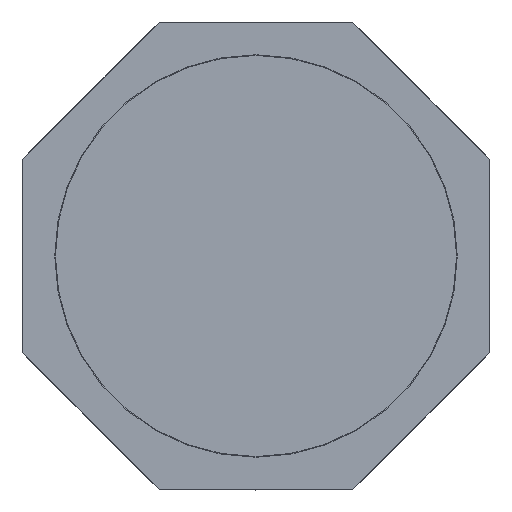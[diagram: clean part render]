
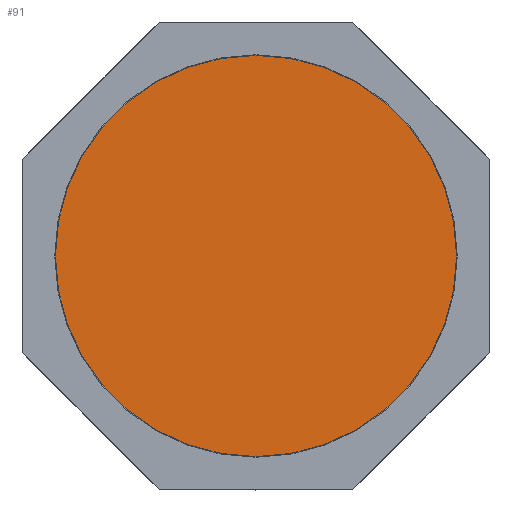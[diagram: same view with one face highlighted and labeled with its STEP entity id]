
A CAD part, front view. The second image highlights one B-rep face of the part: STEP entity #91.
In plain terms, the highlighted planar face has unit normal (0, -1, 0).
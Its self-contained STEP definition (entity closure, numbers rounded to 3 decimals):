
#91 = ADVANCED_FACE( '', ( #189 ), #190, .T. );
#189 = FACE_OUTER_BOUND( '', #278, .T. );
#190 = PLANE( '', #279 );
#278 = EDGE_LOOP( '', ( #443 ) );
#279 = AXIS2_PLACEMENT_3D( '', #444, #445, #446 );
#443 = ORIENTED_EDGE( '', *, *, #472, .T. );
#444 = CARTESIAN_POINT( '', ( 0., 60., 0. ) );
#445 = DIRECTION( '', ( 0., -1., 0. ) );
#446 = DIRECTION( '', ( 1., 0., 0. ) );
#472 = EDGE_CURVE( '', #549, #549, #550, .T. );
#549 = VERTEX_POINT( '', #685 );
#550 = CIRCLE( '', #686, 36. );
#685 = CARTESIAN_POINT( '', ( -36., 60., 0. ) );
#686 = AXIS2_PLACEMENT_3D( '', #836, #837, #838 );
#836 = CARTESIAN_POINT( '', ( 0., 60., 0. ) );
#837 = DIRECTION( '', ( 0., -1., 0. ) );
#838 = DIRECTION( '', ( -1., 0., 0. ) );
